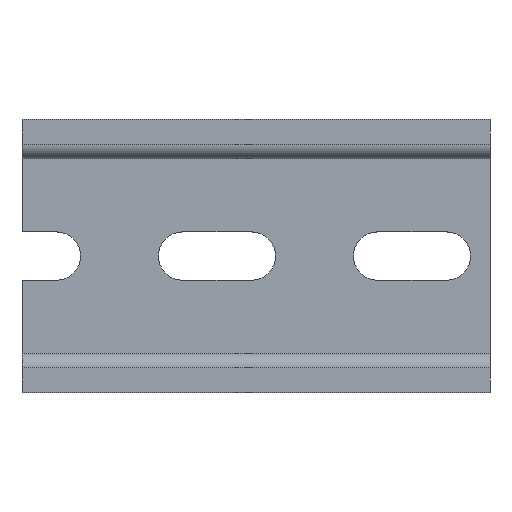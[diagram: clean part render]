
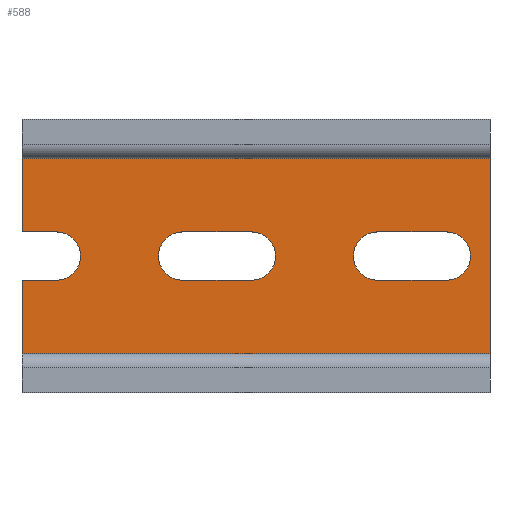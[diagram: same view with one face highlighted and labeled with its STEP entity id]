
A CAD part, top view. The second image highlights one B-rep face of the part: STEP entity #588.
In plain terms, the highlighted face is planar.
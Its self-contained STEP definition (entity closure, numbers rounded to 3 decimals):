
#30=FACE_BOUND('',#78,.T.);
#31=FACE_BOUND('',#79,.T.);
#45=FACE_OUTER_BOUND('',#77,.T.);
#77=EDGE_LOOP('',(#462,#463,#464,#465,#466,#467,#468,#469));
#78=EDGE_LOOP('',(#470,#471,#472,#473));
#79=EDGE_LOOP('',(#474,#475,#476,#477));
#108=CIRCLE('',#646,3.1);
#109=CIRCLE('',#647,3.1);
#110=CIRCLE('',#648,3.1);
#111=CIRCLE('',#649,3.1);
#112=CIRCLE('',#650,3.1);
#114=LINE('',#842,#180);
#146=LINE('',#928,#212);
#155=LINE('',#948,#221);
#156=LINE('',#950,#222);
#157=LINE('',#952,#223);
#158=LINE('',#956,#224);
#159=LINE('',#957,#225);
#160=LINE('',#962,#226);
#161=LINE('',#965,#227);
#162=LINE('',#970,#228);
#163=LINE('',#973,#229);
#180=VECTOR('',#675,10.);
#212=VECTOR('',#745,1.);
#221=VECTOR('',#766,1.);
#222=VECTOR('',#767,1.);
#223=VECTOR('',#768,1.);
#224=VECTOR('',#771,1.);
#225=VECTOR('',#772,1.);
#226=VECTOR('',#775,1.);
#227=VECTOR('',#778,1.);
#228=VECTOR('',#781,1.);
#229=VECTOR('',#784,1.);
#246=VERTEX_POINT('',#840);
#247=VERTEX_POINT('',#841);
#282=VERTEX_POINT('',#927);
#287=VERTEX_POINT('',#947);
#288=VERTEX_POINT('',#949);
#289=VERTEX_POINT('',#951);
#290=VERTEX_POINT('',#953);
#291=VERTEX_POINT('',#955);
#292=VERTEX_POINT('',#958);
#293=VERTEX_POINT('',#959);
#294=VERTEX_POINT('',#961);
#295=VERTEX_POINT('',#963);
#296=VERTEX_POINT('',#966);
#297=VERTEX_POINT('',#967);
#298=VERTEX_POINT('',#969);
#299=VERTEX_POINT('',#971);
#302=EDGE_CURVE('',#246,#247,#114,.T.);
#345=EDGE_CURVE('',#282,#246,#146,.T.);
#355=EDGE_CURVE('',#287,#247,#155,.T.);
#356=EDGE_CURVE('',#288,#287,#156,.T.);
#357=EDGE_CURVE('',#289,#288,#157,.T.);
#358=EDGE_CURVE('',#290,#289,#108,.T.);
#359=EDGE_CURVE('',#291,#290,#158,.T.);
#360=EDGE_CURVE('',#282,#291,#159,.T.);
#361=EDGE_CURVE('',#292,#293,#109,.T.);
#362=EDGE_CURVE('',#294,#292,#160,.T.);
#363=EDGE_CURVE('',#295,#294,#110,.T.);
#364=EDGE_CURVE('',#293,#295,#161,.T.);
#365=EDGE_CURVE('',#296,#297,#111,.T.);
#366=EDGE_CURVE('',#298,#296,#162,.T.);
#367=EDGE_CURVE('',#299,#298,#112,.T.);
#368=EDGE_CURVE('',#297,#299,#163,.T.);
#462=ORIENTED_EDGE('',*,*,#302,.T.);
#463=ORIENTED_EDGE('',*,*,#355,.F.);
#464=ORIENTED_EDGE('',*,*,#356,.F.);
#465=ORIENTED_EDGE('',*,*,#357,.F.);
#466=ORIENTED_EDGE('',*,*,#358,.F.);
#467=ORIENTED_EDGE('',*,*,#359,.F.);
#468=ORIENTED_EDGE('',*,*,#360,.F.);
#469=ORIENTED_EDGE('',*,*,#345,.T.);
#470=ORIENTED_EDGE('',*,*,#361,.F.);
#471=ORIENTED_EDGE('',*,*,#362,.F.);
#472=ORIENTED_EDGE('',*,*,#363,.F.);
#473=ORIENTED_EDGE('',*,*,#364,.F.);
#474=ORIENTED_EDGE('',*,*,#365,.F.);
#475=ORIENTED_EDGE('',*,*,#366,.F.);
#476=ORIENTED_EDGE('',*,*,#367,.F.);
#477=ORIENTED_EDGE('',*,*,#368,.F.);
#564=PLANE('',#645);
#588=ADVANCED_FACE('',(#45,#30,#31),#564,.T.);
#645=AXIS2_PLACEMENT_3D('',#946,#764,#765);
#646=AXIS2_PLACEMENT_3D('',#954,#769,#770);
#647=AXIS2_PLACEMENT_3D('',#960,#773,#774);
#648=AXIS2_PLACEMENT_3D('',#964,#776,#777);
#649=AXIS2_PLACEMENT_3D('',#968,#779,#780);
#650=AXIS2_PLACEMENT_3D('',#972,#782,#783);
#675=DIRECTION('',(-1.,0.,0.));
#745=DIRECTION('',(0.,0.,-1.));
#764=DIRECTION('center_axis',(0.,1.,0.));
#765=DIRECTION('ref_axis',(1.,0.,0.));
#766=DIRECTION('',(0.,0.,-1.));
#767=DIRECTION('',(-1.,0.,0.));
#768=DIRECTION('',(0.,0.,1.));
#769=DIRECTION('center_axis',(0.,1.,0.));
#770=DIRECTION('ref_axis',(0.,0.,-1.));
#771=DIRECTION('',(0.,0.,-1.));
#772=DIRECTION('',(-1.,0.,0.));
#773=DIRECTION('center_axis',(0.,1.,0.));
#774=DIRECTION('ref_axis',(0.,0.,-1.));
#775=DIRECTION('',(0.,0.,1.));
#776=DIRECTION('center_axis',(0.,1.,0.));
#777=DIRECTION('ref_axis',(0.,0.,-1.));
#778=DIRECTION('',(0.,0.,-1.));
#779=DIRECTION('center_axis',(0.,1.,0.));
#780=DIRECTION('ref_axis',(0.,0.,-1.));
#781=DIRECTION('',(0.,0.,1.));
#782=DIRECTION('center_axis',(0.,1.,0.));
#783=DIRECTION('ref_axis',(0.,0.,-1.));
#784=DIRECTION('',(0.,0.,-1.));
#840=CARTESIAN_POINT('',(134.339,-0.525,40.));
#841=CARTESIAN_POINT('',(109.339,-0.525,40.));
#842=CARTESIAN_POINT('',(119.854,-0.525,40.));
#927=CARTESIAN_POINT('',(134.339,-0.525,100.));
#928=CARTESIAN_POINT('',(134.339,-0.525,0.));
#946=CARTESIAN_POINT('Origin',(110.139,-0.525,0.));
#947=CARTESIAN_POINT('',(109.339,-0.525,100.));
#948=CARTESIAN_POINT('',(109.339,-0.525,0.));
#949=CARTESIAN_POINT('',(118.739,-0.525,100.));
#950=CARTESIAN_POINT('',(0.,-0.525,100.));
#951=CARTESIAN_POINT('',(118.739,-0.525,95.6));
#952=CARTESIAN_POINT('',(118.739,-0.525,0.));
#953=CARTESIAN_POINT('',(124.939,-0.525,95.6));
#954=CARTESIAN_POINT('Origin',(121.839,-0.525,95.6));
#955=CARTESIAN_POINT('',(124.939,-0.525,100.));
#956=CARTESIAN_POINT('',(124.939,-0.525,0.));
#957=CARTESIAN_POINT('',(0.,-0.525,100.));
#958=CARTESIAN_POINT('',(118.739,-0.525,79.4));
#959=CARTESIAN_POINT('',(124.939,-0.525,79.4));
#960=CARTESIAN_POINT('Origin',(121.839,-0.525,79.4));
#961=CARTESIAN_POINT('',(118.739,-0.525,70.6));
#962=CARTESIAN_POINT('',(118.739,-0.525,0.));
#963=CARTESIAN_POINT('',(124.939,-0.525,70.6));
#964=CARTESIAN_POINT('Origin',(121.839,-0.525,70.6));
#965=CARTESIAN_POINT('',(124.939,-0.525,0.));
#966=CARTESIAN_POINT('',(118.739,-0.525,54.4));
#967=CARTESIAN_POINT('',(124.939,-0.525,54.4));
#968=CARTESIAN_POINT('Origin',(121.839,-0.525,54.4));
#969=CARTESIAN_POINT('',(118.739,-0.525,45.6));
#970=CARTESIAN_POINT('',(118.739,-0.525,0.));
#971=CARTESIAN_POINT('',(124.939,-0.525,45.6));
#972=CARTESIAN_POINT('Origin',(121.839,-0.525,45.6));
#973=CARTESIAN_POINT('',(124.939,-0.525,0.));
